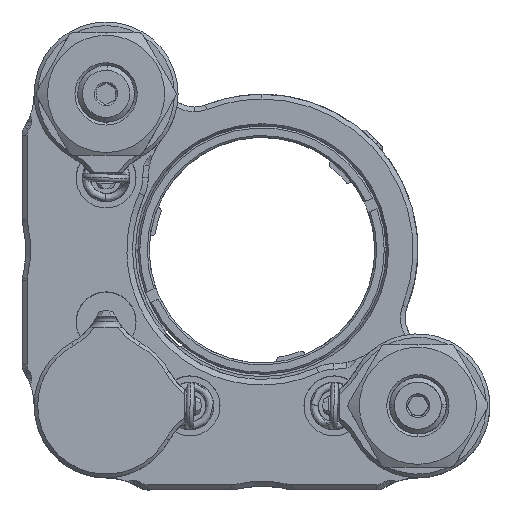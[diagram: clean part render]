
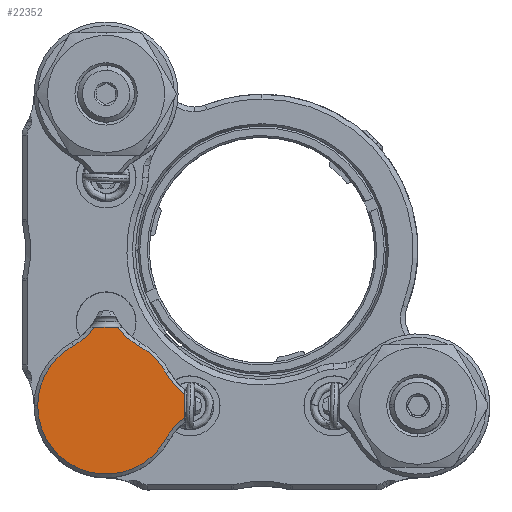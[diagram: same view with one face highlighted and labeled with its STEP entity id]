
A CAD part, top view. The second image highlights one B-rep face of the part: STEP entity #22352.
In plain terms, the highlighted planar face has unit normal (0, 0, 1).
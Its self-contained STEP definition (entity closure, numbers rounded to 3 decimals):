
#457 = CARTESIAN_POINT ( 'NONE',  ( 17.154, 4.812, 40.917 ) ) ;
#492 = DIRECTION ( 'NONE',  ( -1., 0., 0. ) ) ;
#1022 = CIRCLE ( 'NONE', #6520, 7.239 ) ;
#1172 = VERTEX_POINT ( 'NONE', #14172 ) ;
#1178 = ORIENTED_EDGE ( 'NONE', *, *, #20733, .T. ) ;
#1450 = EDGE_CURVE ( 'NONE', #8958, #14132, #15810, .T. ) ;
#1526 = AXIS2_PLACEMENT_3D ( 'NONE', #17371, #12217, #8245 ) ;
#1561 = VERTEX_POINT ( 'NONE', #9380 ) ;
#1904 = EDGE_CURVE ( 'NONE', #5674, #3665, #1022, .T. ) ;
#1934 = DIRECTION ( 'NONE',  ( -1., 0., 0. ) ) ;
#2102 = CARTESIAN_POINT ( 'NONE',  ( 21.237, 18.864, 40.917 ) ) ;
#2177 = CARTESIAN_POINT ( 'NONE',  ( 1.622, 12.114, 40.917 ) ) ;
#2201 = CARTESIAN_POINT ( 'NONE',  ( 17.154, 10.875, 40.917 ) ) ;
#2351 = CARTESIAN_POINT ( 'NONE',  ( 17.154, 4.812, 40.917 ) ) ;
#2542 = LINE ( 'NONE', #457, #9432 ) ;
#2650 = DIRECTION ( 'NONE',  ( 0., 0., -1. ) ) ;
#2923 = DIRECTION ( 'NONE',  ( -1., 0., 0. ) ) ;
#2957 = CIRCLE ( 'NONE', #11238, 7.239 ) ;
#3320 = ORIENTED_EDGE ( 'NONE', *, *, #1450, .F. ) ;
#3665 = VERTEX_POINT ( 'NONE', #16317 ) ;
#4697 = VERTEX_POINT ( 'NONE', #17992 ) ;
#5011 = CARTESIAN_POINT ( 'NONE',  ( 2.112, 24.49, 40.917 ) ) ;
#5294 = CARTESIAN_POINT ( 'NONE',  ( 17.154, 12.114, 40.917 ) ) ;
#5304 = DIRECTION ( 'NONE',  ( 0., 0., -1. ) ) ;
#5324 = DIRECTION ( 'NONE',  ( 1., 0., 0. ) ) ;
#5475 = EDGE_CURVE ( 'NONE', #1172, #4697, #17430, .T. ) ;
#5674 = VERTEX_POINT ( 'NONE', #2177 ) ;
#5697 = DIRECTION ( 'NONE',  ( -1., 0., 0. ) ) ;
#5833 = ORIENTED_EDGE ( 'NONE', *, *, #1904, .T. ) ;
#6174 = FACE_OUTER_BOUND ( 'NONE', #18897, .T. ) ;
#6520 = AXIS2_PLACEMENT_3D ( 'NONE', #23346, #13640, #9802 ) ;
#6602 = DIRECTION ( 'NONE',  ( 1., 0., 0. ) ) ;
#6823 = AXIS2_PLACEMENT_3D ( 'NONE', #24382, #5304, #1934 ) ;
#7150 = LINE ( 'NONE', #14684, #21662 ) ;
#7857 = DIRECTION ( 'NONE',  ( 0., -1., 0. ) ) ;
#8245 = DIRECTION ( 'NONE',  ( -1., 0., 0. ) ) ;
#8958 = VERTEX_POINT ( 'NONE', #21510 ) ;
#8967 = CIRCLE ( 'NONE', #10944, 6.858 ) ;
#9380 = CARTESIAN_POINT ( 'NONE',  ( 7.622, 20.407, 40.917 ) ) ;
#9417 = ORIENTED_EDGE ( 'NONE', *, *, #23616, .F. ) ;
#9432 = VECTOR ( 'NONE', #7857, 1000. ) ;
#9659 = CARTESIAN_POINT ( 'NONE',  ( 8.861, 12.114, 40.917 ) ) ;
#9690 = VERTEX_POINT ( 'NONE', #13004 ) ;
#9802 = DIRECTION ( 'NONE',  ( -1., 0., 0. ) ) ;
#10057 = EDGE_CURVE ( 'NONE', #19198, #5674, #2957, .T. ) ;
#10437 = LINE ( 'NONE', #17923, #10644 ) ;
#10470 = CARTESIAN_POINT ( 'NONE',  ( 21.237, 5.365, 40.917 ) ) ;
#10644 = VECTOR ( 'NONE', #6602, 1000. ) ;
#10674 = ORIENTED_EDGE ( 'NONE', *, *, #5475, .T. ) ;
#10944 = AXIS2_PLACEMENT_3D ( 'NONE', #2102, #11497, #5697 ) ;
#11190 = DIRECTION ( 'NONE',  ( 0., -1., 0. ) ) ;
#11238 = AXIS2_PLACEMENT_3D ( 'NONE', #9659, #11647, #19949 ) ;
#11471 = ORIENTED_EDGE ( 'NONE', *, *, #20728, .T. ) ;
#11497 = DIRECTION ( 'NONE',  ( 0., 0., -1. ) ) ;
#11531 = VERTEX_POINT ( 'NONE', #19483 ) ;
#11597 = ORIENTED_EDGE ( 'NONE', *, *, #15642, .T. ) ;
#11647 = DIRECTION ( 'NONE',  ( 0., 0., 1. ) ) ;
#12217 = DIRECTION ( 'NONE',  ( 0., 0., -1. ) ) ;
#12918 = AXIS2_PLACEMENT_3D ( 'NONE', #10470, #21649, #2923 ) ;
#13004 = CARTESIAN_POINT ( 'NONE',  ( 15.216, 15.58, 40.917 ) ) ;
#13176 = ORIENTED_EDGE ( 'NONE', *, *, #15334, .F. ) ;
#13640 = DIRECTION ( 'NONE',  ( 0., 0., 1. ) ) ;
#13807 = AXIS2_PLACEMENT_3D ( 'NONE', #5011, #2650, #20004 ) ;
#14089 = AXIS2_PLACEMENT_3D ( 'NONE', #17501, #17375, #492 ) ;
#14132 = VERTEX_POINT ( 'NONE', #5294 ) ;
#14172 = CARTESIAN_POINT ( 'NONE',  ( 12.327, 18.469, 40.917 ) ) ;
#14184 = ORIENTED_EDGE ( 'NONE', *, *, #19907, .T. ) ;
#14684 = CARTESIAN_POINT ( 'NONE',  ( 13.205, 20.407, 40.917 ) ) ;
#15334 = EDGE_CURVE ( 'NONE', #11531, #4697, #7150, .T. ) ;
#15642 = EDGE_CURVE ( 'NONE', #1561, #19198, #21260, .T. ) ;
#15810 = LINE ( 'NONE', #2351, #17512 ) ;
#16041 = CIRCLE ( 'NONE', #12918, 6.858 ) ;
#16202 = ORIENTED_EDGE ( 'NONE', *, *, #22934, .F. ) ;
#16317 = CARTESIAN_POINT ( 'NONE',  ( 15.216, 8.648, 40.917 ) ) ;
#16937 = VERTEX_POINT ( 'NONE', #2201 ) ;
#17371 = CARTESIAN_POINT ( 'NONE',  ( 13.205, 4.812, 40.917 ) ) ;
#17375 = DIRECTION ( 'NONE',  ( 0., 0., 1. ) ) ;
#17430 = CIRCLE ( 'NONE', #6823, 6.858 ) ;
#17501 = CARTESIAN_POINT ( 'NONE',  ( 8.861, 12.114, 40.917 ) ) ;
#17512 = VECTOR ( 'NONE', #11190, 1000. ) ;
#17623 = CARTESIAN_POINT ( 'NONE',  ( 5.395, 18.469, 40.917 ) ) ;
#17923 = CARTESIAN_POINT ( 'NONE',  ( 13.205, 20.407, 40.917 ) ) ;
#17992 = CARTESIAN_POINT ( 'NONE',  ( 10.101, 20.407, 40.917 ) ) ;
#18897 = EDGE_LOOP ( 'NONE', ( #3320, #11471, #1178, #10674, #13176, #9417, #11597, #24200, #5833, #14184, #16202 ) ) ;
#19198 = VERTEX_POINT ( 'NONE', #17623 ) ;
#19455 = PLANE ( 'NONE',  #1526 ) ;
#19483 = CARTESIAN_POINT ( 'NONE',  ( 8.861, 20.407, 40.917 ) ) ;
#19907 = EDGE_CURVE ( 'NONE', #3665, #16937, #16041, .T. ) ;
#19949 = DIRECTION ( 'NONE',  ( -1., 0., 0. ) ) ;
#20004 = DIRECTION ( 'NONE',  ( -1., 0., 0. ) ) ;
#20728 = EDGE_CURVE ( 'NONE', #8958, #9690, #8967, .T. ) ;
#20733 = EDGE_CURVE ( 'NONE', #9690, #1172, #22730, .T. ) ;
#21260 = CIRCLE ( 'NONE', #13807, 6.858 ) ;
#21510 = CARTESIAN_POINT ( 'NONE',  ( 17.154, 13.354, 40.917 ) ) ;
#21649 = DIRECTION ( 'NONE',  ( 0., 0., -1. ) ) ;
#21662 = VECTOR ( 'NONE', #5324, 1000. ) ;
#22352 = ADVANCED_FACE ( 'NONE', ( #6174 ), #19455, .F. ) ;
#22730 = CIRCLE ( 'NONE', #14089, 7.239 ) ;
#22934 = EDGE_CURVE ( 'NONE', #14132, #16937, #2542, .T. ) ;
#23346 = CARTESIAN_POINT ( 'NONE',  ( 8.861, 12.114, 40.917 ) ) ;
#23616 = EDGE_CURVE ( 'NONE', #1561, #11531, #10437, .T. ) ;
#24200 = ORIENTED_EDGE ( 'NONE', *, *, #10057, .T. ) ;
#24382 = CARTESIAN_POINT ( 'NONE',  ( 15.611, 24.49, 40.917 ) ) ;
